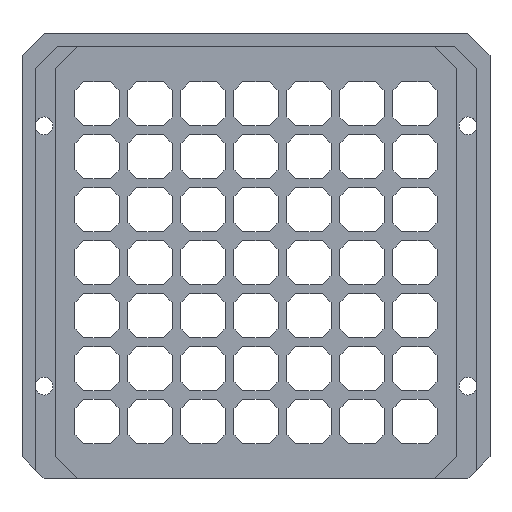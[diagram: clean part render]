
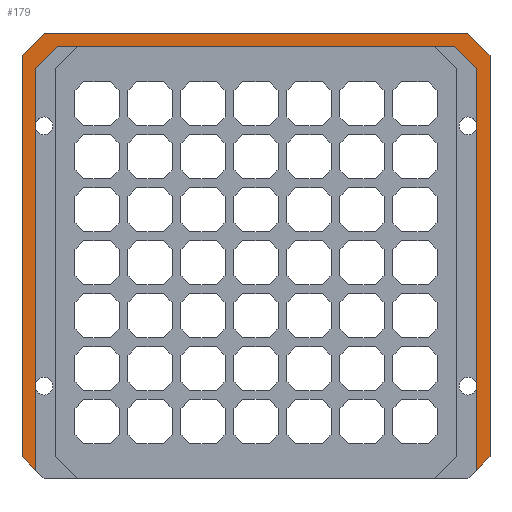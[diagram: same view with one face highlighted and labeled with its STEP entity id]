
A CAD part, top view. The second image highlights one B-rep face of the part: STEP entity #179.
In plain terms, the highlighted planar face has unit normal (0, 0, 1).
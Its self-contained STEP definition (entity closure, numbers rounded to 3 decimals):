
#179=ADVANCED_FACE('',(#731),#733,.T.);
#731=FACE_BOUND('',#732,.T.);
#732=EDGE_LOOP('',(#3922,#3923,#3924,#3925,#3926,#3927,#3928,#3929,#3930,#3931,#3932,
#3933));
#733=PLANE('',#734);
#734=AXIS2_PLACEMENT_3D('',#735,#736,#737);
#735=CARTESIAN_POINT('',(0.,0.,3.));
#736=DIRECTION('',(0.,0.,1.));
#737=DIRECTION('',(-1.,0.,0.));
#3922=ORIENTED_EDGE('',*,*,#6452,.F.);
#3923=ORIENTED_EDGE('',*,*,#6448,.T.);
#3924=ORIENTED_EDGE('',*,*,#6453,.F.);
#3925=ORIENTED_EDGE('',*,*,#6437,.T.);
#3926=ORIENTED_EDGE('',*,*,#6454,.F.);
#3927=ORIENTED_EDGE('',*,*,#6434,.T.);
#3928=ORIENTED_EDGE('',*,*,#6455,.F.);
#3929=ORIENTED_EDGE('',*,*,#6441,.T.);
#3930=ORIENTED_EDGE('',*,*,#6456,.F.);
#3931=ORIENTED_EDGE('',*,*,#6444,.T.);
#3932=ORIENTED_EDGE('',*,*,#6457,.F.);
#3933=ORIENTED_EDGE('',*,*,#6450,.T.);
#6434=EDGE_CURVE('',#7754,#7756,#7758,.T.);
#6437=EDGE_CURVE('',#7759,#7761,#7763,.T.);
#6441=EDGE_CURVE('',#7768,#7766,#7769,.T.);
#6444=EDGE_CURVE('',#7773,#7771,#7774,.T.);
#6448=EDGE_CURVE('',#7776,#7778,#7780,.T.);
#6450=EDGE_CURVE('',#7783,#7781,#7784,.T.);
#6452=EDGE_CURVE('',#7776,#7781,#7786,.F.);
#6453=EDGE_CURVE('',#7759,#7778,#7787,.F.);
#6454=EDGE_CURVE('',#7754,#7761,#7788,.F.);
#6455=EDGE_CURVE('',#7768,#7756,#7789,.F.);
#6456=EDGE_CURVE('',#7773,#7766,#7790,.F.);
#6457=EDGE_CURVE('',#7783,#7771,#7791,.F.);
#7754=VERTEX_POINT('',#10006);
#7756=VERTEX_POINT('',#10010);
#7758=LINE('',#10014,#10015);
#7759=VERTEX_POINT('',#10017);
#7761=VERTEX_POINT('',#10021);
#7763=LINE('',#10025,#10026);
#7766=VERTEX_POINT('',#10034);
#7768=VERTEX_POINT('',#10038);
#7769=LINE('',#10039,#10040);
#7771=VERTEX_POINT('',#10045);
#7773=VERTEX_POINT('',#10049);
#7774=LINE('',#10050,#10051);
#7776=VERTEX_POINT('',#10056);
#7778=VERTEX_POINT('',#10060);
#7780=LINE('',#10064,#10065);
#7781=VERTEX_POINT('',#10067);
#7783=VERTEX_POINT('',#10071);
#7784=LINE('',#10072,#10073);
#7786=LINE('',#10078,#10079);
#7787=LINE('',#10081,#10082);
#7788=LINE('',#10084,#10085);
#7789=LINE('',#10087,#10088);
#7790=LINE('',#10090,#10091);
#7791=LINE('',#10093,#10094);
#10006=CARTESIAN_POINT('',(48.,50.5,3.));
#10010=CARTESIAN_POINT('',(-48.,50.5,3.));
#10014=CARTESIAN_POINT('',(48.,50.5,3.));
#10015=VECTOR('',#10016,1.);
#10016=DIRECTION('',(-1.,0.,0.));
#10017=CARTESIAN_POINT('',(53.,-45.5,3.));
#10021=CARTESIAN_POINT('',(53.,45.5,3.));
#10025=CARTESIAN_POINT('',(53.,-45.5,3.));
#10026=VECTOR('',#10027,1.);
#10027=DIRECTION('',(0.,1.,0.));
#10034=CARTESIAN_POINT('',(-53.,-45.5,3.));
#10038=CARTESIAN_POINT('',(-53.,45.5,3.));
#10039=CARTESIAN_POINT('',(-53.,45.5,3.));
#10040=VECTOR('',#10041,1.);
#10041=DIRECTION('',(0.,-1.,0.));
#10045=CARTESIAN_POINT('',(-50.,42.5,3.));
#10049=CARTESIAN_POINT('',(-50.,-48.5,3.));
#10050=CARTESIAN_POINT('',(-50.,-48.5,3.));
#10051=VECTOR('',#10052,1.);
#10052=DIRECTION('',(0.,1.,0.));
#10056=CARTESIAN_POINT('',(50.,42.5,3.));
#10060=CARTESIAN_POINT('',(50.,-48.5,3.));
#10064=CARTESIAN_POINT('',(50.,42.5,3.));
#10065=VECTOR('',#10066,1.);
#10066=DIRECTION('',(0.,-1.,0.));
#10067=CARTESIAN_POINT('',(45.,47.5,3.));
#10071=CARTESIAN_POINT('',(-45.,47.5,3.));
#10072=CARTESIAN_POINT('',(-45.,47.5,3.));
#10073=VECTOR('',#10074,1.);
#10074=DIRECTION('',(1.,0.,0.));
#10078=CARTESIAN_POINT('',(45.,47.5,3.));
#10079=VECTOR('',#10080,1.);
#10080=DIRECTION('',(0.707,-0.707,0.));
#10081=CARTESIAN_POINT('',(50.,-48.5,3.));
#10082=VECTOR('',#10083,1.);
#10083=DIRECTION('',(0.707,0.707,0.));
#10084=CARTESIAN_POINT('',(53.,45.5,3.));
#10085=VECTOR('',#10086,1.);
#10086=DIRECTION('',(-0.707,0.707,0.));
#10087=CARTESIAN_POINT('',(-48.,50.5,3.));
#10088=VECTOR('',#10089,1.);
#10089=DIRECTION('',(-0.707,-0.707,0.));
#10090=CARTESIAN_POINT('',(-53.,-45.5,3.));
#10091=VECTOR('',#10092,1.);
#10092=DIRECTION('',(0.707,-0.707,0.));
#10093=CARTESIAN_POINT('',(-50.,42.5,3.));
#10094=VECTOR('',#10095,1.);
#10095=DIRECTION('',(0.707,0.707,0.));
